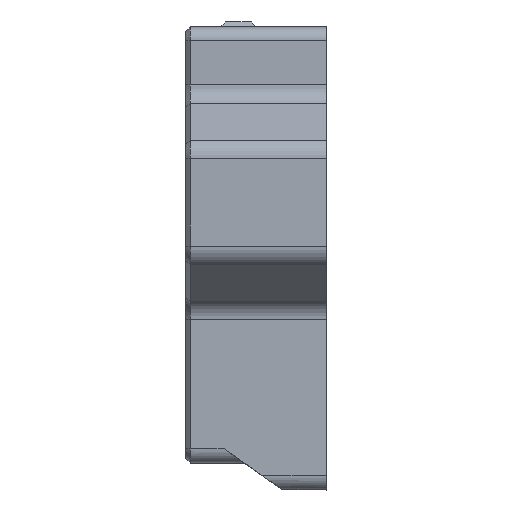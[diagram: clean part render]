
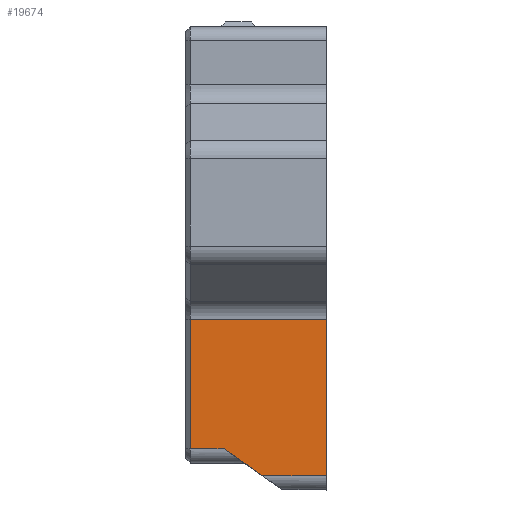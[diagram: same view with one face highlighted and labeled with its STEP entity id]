
A CAD part, front view. The second image highlights one B-rep face of the part: STEP entity #19674.
In plain terms, the highlighted face is planar.
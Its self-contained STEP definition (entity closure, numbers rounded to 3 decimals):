
#2467=FACE_OUTER_BOUND('',#3573,.T.);
#3573=EDGE_LOOP('',(#16591,#16592,#16593,#16594,#16595,#16596));
#3942=LINE('',#27804,#5831);
#3974=LINE('',#27965,#5863);
#5370=LINE('',#34154,#7259);
#5371=LINE('',#34157,#7260);
#5372=LINE('',#34159,#7261);
#5373=LINE('',#34160,#7262);
#5831=VECTOR('',#22043,1000.);
#5863=VECTOR('',#22129,1000.);
#7259=VECTOR('',#26375,1000.);
#7260=VECTOR('',#26378,1000.);
#7261=VECTOR('',#26379,1000.);
#7262=VECTOR('',#26380,1000.);
#7730=VERTEX_POINT('',#27801);
#7731=VERTEX_POINT('',#27803);
#7790=VERTEX_POINT('',#27962);
#7791=VERTEX_POINT('',#27964);
#9210=VERTEX_POINT('',#34156);
#9211=VERTEX_POINT('',#34158);
#9545=EDGE_CURVE('',#7730,#7731,#3942,.T.);
#9607=EDGE_CURVE('',#7790,#7791,#3974,.T.);
#11864=EDGE_CURVE('',#7730,#7791,#5370,.T.);
#11865=EDGE_CURVE('',#9210,#7790,#5371,.T.);
#11866=EDGE_CURVE('',#9210,#9211,#5372,.T.);
#11867=EDGE_CURVE('',#9211,#7731,#5373,.T.);
#16591=ORIENTED_EDGE('',*,*,#11865,.F.);
#16592=ORIENTED_EDGE('',*,*,#11866,.T.);
#16593=ORIENTED_EDGE('',*,*,#11867,.T.);
#16594=ORIENTED_EDGE('',*,*,#9545,.F.);
#16595=ORIENTED_EDGE('',*,*,#11864,.T.);
#16596=ORIENTED_EDGE('',*,*,#9607,.F.);
#18716=PLANE('',#21483);
#19674=ADVANCED_FACE('',(#2467),#18716,.T.);
#21483=AXIS2_PLACEMENT_3D('',#34155,#26376,#26377);
#22043=DIRECTION('',(0.819,0.574,0.));
#22129=DIRECTION('',(0.,-1.,0.));
#26375=DIRECTION('',(-1.,0.,0.));
#26376=DIRECTION('center_axis',(0.,0.,
-1.));
#26377=DIRECTION('ref_axis',(0.,-1.,0.));
#26378=DIRECTION('',(-1.,0.,0.));
#26379=DIRECTION('',(0.,-1.,0.));
#26380=DIRECTION('',(-1.,0.,0.));
#27801=CARTESIAN_POINT('',(56.864,-113.291,-156.597));
#27803=CARTESIAN_POINT('',(60.149,-110.991,-156.597));
#27804=CARTESIAN_POINT('',(58.435,-112.191,-156.597));
#27962=CARTESIAN_POINT('',(51.435,-99.976,-156.597));
#27964=CARTESIAN_POINT('',(51.435,-113.291,-156.597));
#27965=CARTESIAN_POINT('',(51.435,0.,-156.597));
#34154=CARTESIAN_POINT('',(63.435,-113.291,-156.597));
#34155=CARTESIAN_POINT('Origin',(63.435,0.,
-156.597));
#34156=CARTESIAN_POINT('',(63.035,-99.976,-156.597));
#34157=CARTESIAN_POINT('',(63.435,-99.976,-156.597));
#34158=CARTESIAN_POINT('',(63.035,-110.991,-156.597));
#34159=CARTESIAN_POINT('',(63.035,-110.991,-156.597));
#34160=CARTESIAN_POINT('',(58.435,-110.991,-156.597));
